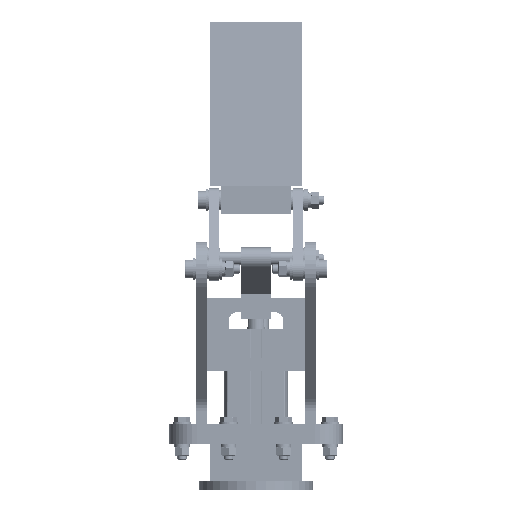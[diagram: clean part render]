
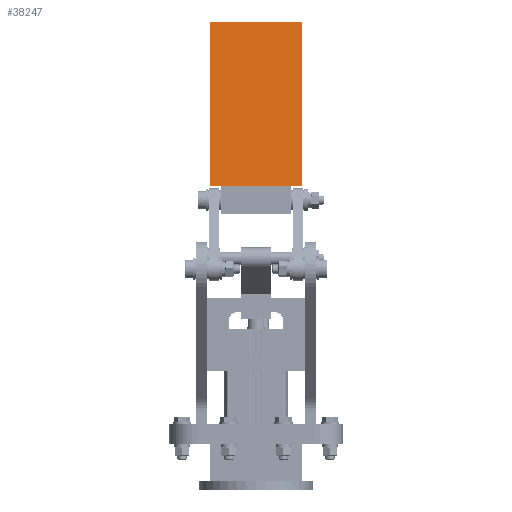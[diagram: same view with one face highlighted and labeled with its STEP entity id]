
A CAD part, left-side view. The second image highlights one B-rep face of the part: STEP entity #38247.
In plain terms, the highlighted face is planar.
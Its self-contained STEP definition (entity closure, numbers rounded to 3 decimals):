
#2064=LINE('',#72566,#4785);
#2067=LINE('',#72572,#4788);
#2068=LINE('',#72574,#4789);
#2069=LINE('',#72576,#4790);
#4785=VECTOR('',#58559,1000.);
#4788=VECTOR('',#58564,1000.);
#4789=VECTOR('',#58565,1000.);
#4790=VECTOR('',#58566,1000.);
#14031=PLANE('',#50278);
#17676=ORIENTED_EDGE('',*,*,#24440,.T.);
#17677=ORIENTED_EDGE('',*,*,#24441,.F.);
#17678=ORIENTED_EDGE('',*,*,#24442,.F.);
#17679=ORIENTED_EDGE('',*,*,#24437,.T.);
#24437=EDGE_CURVE('',#28201,#28200,#2064,.T.);
#24440=EDGE_CURVE('',#28200,#28203,#2067,.T.);
#24441=EDGE_CURVE('',#28204,#28203,#2068,.T.);
#24442=EDGE_CURVE('',#28201,#28204,#2069,.T.);
#28200=VERTEX_POINT('',#72565);
#28201=VERTEX_POINT('',#72567);
#28203=VERTEX_POINT('',#72573);
#28204=VERTEX_POINT('',#72575);
#31516=EDGE_LOOP('',(#17676,#17677,#17678,#17679));
#34876=FACE_BOUND('',#31516,.T.);
#38247=ADVANCED_FACE('',(#34876),#14031,.F.);
#50278=AXIS2_PLACEMENT_3D('',#72571,#58562,#58563);
#58559=DIRECTION('',(0.,0.,-1.));
#58562=DIRECTION('',(-0.121,0.993,0.));
#58563=DIRECTION('',(-0.993,-0.121,0.));
#58564=DIRECTION('',(0.993,0.121,0.));
#58565=DIRECTION('',(0.,0.,-1.));
#58566=DIRECTION('',(0.993,0.121,0.));
#72565=CARTESIAN_POINT('',(0.,0.,0.));
#72566=CARTESIAN_POINT('',(0.,0.,50.));
#72567=CARTESIAN_POINT('',(0.,0.,50.));
#72571=CARTESIAN_POINT('',(0.,0.,50.));
#72572=CARTESIAN_POINT('',(0.,0.,0.));
#72573=CARTESIAN_POINT('',(90.,11.,0.));
#72574=CARTESIAN_POINT('',(90.,11.,50.));
#72575=CARTESIAN_POINT('',(90.,11.,50.));
#72576=CARTESIAN_POINT('',(0.,0.,50.));
